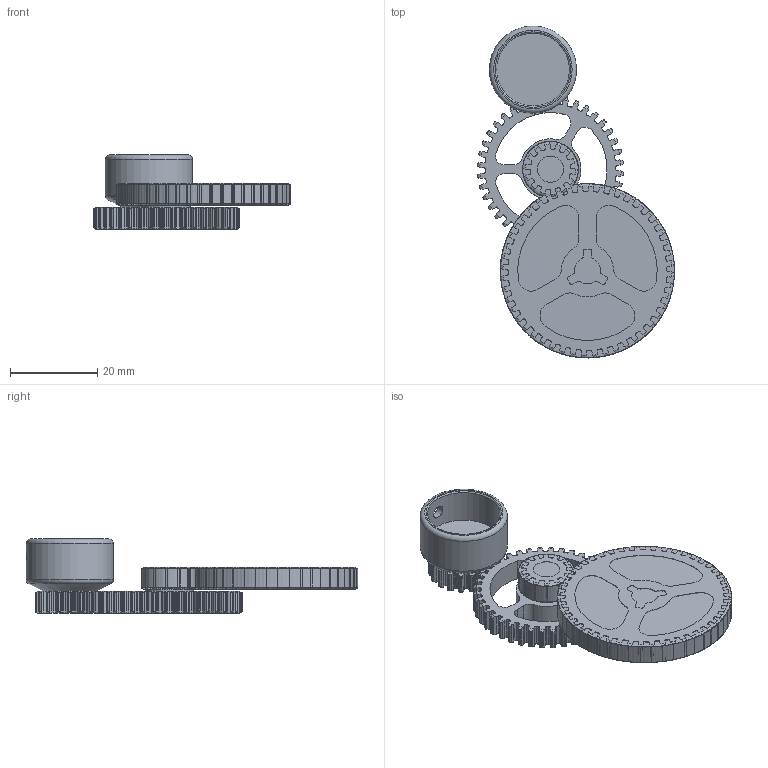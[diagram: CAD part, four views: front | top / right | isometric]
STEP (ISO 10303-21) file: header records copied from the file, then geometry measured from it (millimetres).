
FILE_DESCRIPTION((''),'2;1');
FILE_NAME('GEARS.STP','2016-01-29T11:23:12',(''),(''),'STEP Write','Mastercam V9 ... CNC Software, Inc.','');
FILE_SCHEMA(('CONFIG_CONTROL_DESIGN'));
Length unit declared in the file: millimetre
Bounding box: 45.26 x 76.15 x 17 mm (x, y, z)
Volume: 20005.1 mm3; surface area: 12752.9 mm2
Topology: 3 solids, 3 shells, 1638 faces, 4959 edges, 3226 vertices
Faces by surface type: cylinder 859, plane 535, cone 241, torus 3
Full cylindrical faces by diameter (mm): 3 x1, 6 x1, 11 x1, 16.73 x1, 20 x1
Entity records: 58723 total; most frequent: CARTESIAN_POINT 17219, ORIENTED_EDGE 9898, DIRECTION 7407, EDGE_CURVE 4949, VERTEX_POINT 3225, AXIS2_PLACEMENT_3D 2517, VECTOR 2373, LINE 2373
